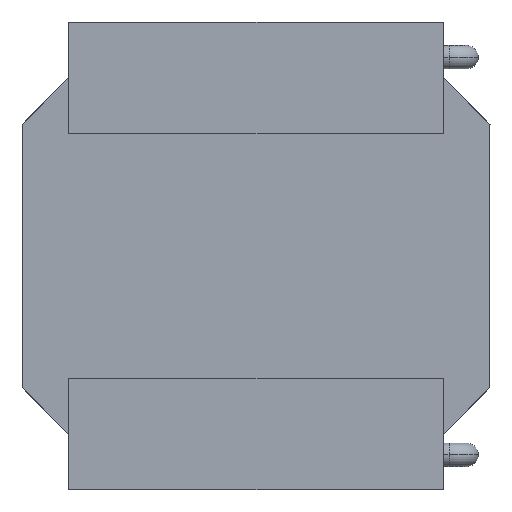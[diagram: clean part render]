
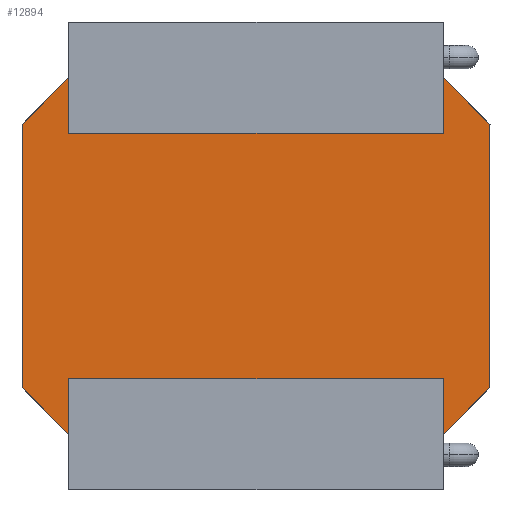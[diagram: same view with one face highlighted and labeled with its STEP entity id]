
A CAD part, front view. The second image highlights one B-rep face of the part: STEP entity #12894.
In plain terms, the highlighted planar face has unit normal (0, -1, 0).
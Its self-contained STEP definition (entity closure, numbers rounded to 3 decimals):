
#117 = VERTEX_POINT ( 'NONE', #13665 ) ;
#134 = EDGE_CURVE ( 'NONE', #3708, #9567, #8248, .T. ) ;
#387 = VECTOR ( 'NONE', #3584, 1000. ) ;
#518 = EDGE_CURVE ( 'NONE', #3708, #117, #3930, .T. ) ;
#630 = VECTOR ( 'NONE', #14289, 1000. ) ;
#673 = EDGE_CURVE ( 'NONE', #5098, #117, #13301, .T. ) ;
#1054 = VECTOR ( 'NONE', #3711, 1000. ) ;
#1269 = DIRECTION ( 'NONE',  ( 0.707, 0., 0.707 ) ) ;
#1486 = LINE ( 'NONE', #11197, #7813 ) ;
#1541 = CARTESIAN_POINT ( 'NONE',  ( -1.6, -1.7, 1.05 ) ) ;
#1607 = ORIENTED_EDGE ( 'NONE', *, *, #8386, .T. ) ;
#1885 = CARTESIAN_POINT ( 'NONE',  ( 2., -1.7, 1.125 ) ) ;
#1898 = VECTOR ( 'NONE', #14240, 1000. ) ;
#2236 = ORIENTED_EDGE ( 'NONE', *, *, #673, .F. ) ;
#2251 = CARTESIAN_POINT ( 'NONE',  ( -2., -1.7, 1.125 ) ) ;
#2512 = CARTESIAN_POINT ( 'NONE',  ( -1.6, -1.7, 0. ) ) ;
#2773 = LINE ( 'NONE', #1541, #7032 ) ;
#3005 = VECTOR ( 'NONE', #10215, 1000. ) ;
#3028 = DIRECTION ( 'NONE',  ( 0., 0., -1. ) ) ;
#3205 = CARTESIAN_POINT ( 'NONE',  ( -1.25, -1.7, -1.875 ) ) ;
#3213 = ORIENTED_EDGE ( 'NONE', *, *, #3597, .T. ) ;
#3223 = CARTESIAN_POINT ( 'NONE',  ( -1.6, -1.7, -2. ) ) ;
#3269 = ORIENTED_EDGE ( 'NONE', *, *, #12590, .F. ) ;
#3374 = LINE ( 'NONE', #12546, #12542 ) ;
#3582 = FACE_OUTER_BOUND ( 'NONE', #10025, .T. ) ;
#3584 = DIRECTION ( 'NONE',  ( 0.707, 0., -0.707 ) ) ;
#3597 = EDGE_CURVE ( 'NONE', #7611, #13266, #1486, .T. ) ;
#3708 = VERTEX_POINT ( 'NONE', #7902 ) ;
#3711 = DIRECTION ( 'NONE',  ( 0., 0., 1. ) ) ;
#3727 = LINE ( 'NONE', #13088, #12881 ) ;
#3930 = LINE ( 'NONE', #3205, #387 ) ;
#3943 = CARTESIAN_POINT ( 'NONE',  ( 2., -1.7, -1.125 ) ) ;
#3998 = DIRECTION ( 'NONE',  ( 0., 0., -1. ) ) ;
#4180 = CARTESIAN_POINT ( 'NONE',  ( 1.6, -1.7, -1.05 ) ) ;
#4615 = VECTOR ( 'NONE', #1269, 1000. ) ;
#5098 = VERTEX_POINT ( 'NONE', #14823 ) ;
#5755 = ORIENTED_EDGE ( 'NONE', *, *, #7869, .T. ) ;
#5885 = CARTESIAN_POINT ( 'NONE',  ( 1.6, -1.7, 2. ) ) ;
#5905 = LINE ( 'NONE', #9875, #11941 ) ;
#6571 = DIRECTION ( 'NONE',  ( -1., 0., 0. ) ) ;
#6648 = ORIENTED_EDGE ( 'NONE', *, *, #9826, .T. ) ;
#6950 = AXIS2_PLACEMENT_3D ( 'NONE', #6963, #15355, #8190 ) ;
#6957 = EDGE_CURVE ( 'NONE', #13266, #11494, #8161, .T. ) ;
#6963 = CARTESIAN_POINT ( 'NONE',  ( 0., -1.7, 0. ) ) ;
#7032 = VECTOR ( 'NONE', #8427, 1000. ) ;
#7287 = VECTOR ( 'NONE', #3028, 1000. ) ;
#7352 = CARTESIAN_POINT ( 'NONE',  ( -1.6, -1.7, 1.05 ) ) ;
#7415 = VERTEX_POINT ( 'NONE', #14900 ) ;
#7611 = VERTEX_POINT ( 'NONE', #4180 ) ;
#7680 = VERTEX_POINT ( 'NONE', #15148 ) ;
#7813 = VECTOR ( 'NONE', #3998, 1000. ) ;
#7869 = EDGE_CURVE ( 'NONE', #13972, #9567, #3727, .T. ) ;
#7902 = CARTESIAN_POINT ( 'NONE',  ( -2., -1.7, -1.125 ) ) ;
#8130 = PLANE ( 'NONE',  #6950 ) ;
#8161 = LINE ( 'NONE', #13186, #4615 ) ;
#8190 = DIRECTION ( 'NONE',  ( 0., 0., 1. ) ) ;
#8248 = LINE ( 'NONE', #9087, #1898 ) ;
#8329 = EDGE_CURVE ( 'NONE', #12461, #7680, #2773, .T. ) ;
#8386 = EDGE_CURVE ( 'NONE', #9293, #7415, #5905, .T. ) ;
#8427 = DIRECTION ( 'NONE',  ( 1., 0., 0. ) ) ;
#8520 = ORIENTED_EDGE ( 'NONE', *, *, #8329, .F. ) ;
#8587 = DIRECTION ( 'NONE',  ( -0.707, 0., -0.707 ) ) ;
#9025 = CARTESIAN_POINT ( 'NONE',  ( 2., -1.7, -1.875 ) ) ;
#9087 = CARTESIAN_POINT ( 'NONE',  ( -2., -1.7, -1.875 ) ) ;
#9224 = CARTESIAN_POINT ( 'NONE',  ( 1.6, -1.7, -1.525 ) ) ;
#9293 = VERTEX_POINT ( 'NONE', #1885 ) ;
#9351 = LINE ( 'NONE', #9025, #3005 ) ;
#9567 = VERTEX_POINT ( 'NONE', #2251 ) ;
#9698 = ORIENTED_EDGE ( 'NONE', *, *, #6957, .T. ) ;
#9803 = LINE ( 'NONE', #5885, #630 ) ;
#9826 = EDGE_CURVE ( 'NONE', #12461, #13972, #10600, .T. ) ;
#9875 = CARTESIAN_POINT ( 'NONE',  ( 1.25, -1.7, 1.875 ) ) ;
#10025 = EDGE_LOOP ( 'NONE', ( #13344, #2236, #3269, #3213, #9698, #10991, #1607, #10331, #8520, #6648, #5755, #10212 ) ) ;
#10212 = ORIENTED_EDGE ( 'NONE', *, *, #134, .F. ) ;
#10215 = DIRECTION ( 'NONE',  ( 0., 0., -1. ) ) ;
#10331 = ORIENTED_EDGE ( 'NONE', *, *, #10362, .F. ) ;
#10362 = EDGE_CURVE ( 'NONE', #7680, #7415, #9803, .T. ) ;
#10600 = LINE ( 'NONE', #2512, #1054 ) ;
#10991 = ORIENTED_EDGE ( 'NONE', *, *, #12598, .F. ) ;
#11197 = CARTESIAN_POINT ( 'NONE',  ( 1.6, -1.7, 0. ) ) ;
#11494 = VERTEX_POINT ( 'NONE', #3943 ) ;
#11941 = VECTOR ( 'NONE', #13510, 1000. ) ;
#12444 = CARTESIAN_POINT ( 'NONE',  ( -1.6, -1.7, 1.525 ) ) ;
#12461 = VERTEX_POINT ( 'NONE', #7352 ) ;
#12542 = VECTOR ( 'NONE', #6571, 1000. ) ;
#12546 = CARTESIAN_POINT ( 'NONE',  ( -1.6, -1.7, -1.05 ) ) ;
#12590 = EDGE_CURVE ( 'NONE', #7611, #5098, #3374, .T. ) ;
#12598 = EDGE_CURVE ( 'NONE', #9293, #11494, #9351, .T. ) ;
#12881 = VECTOR ( 'NONE', #8587, 1000. ) ;
#12894 = ADVANCED_FACE ( 'NONE', ( #3582 ), #8130, .F. ) ;
#13088 = CARTESIAN_POINT ( 'NONE',  ( -2., -1.7, 1.125 ) ) ;
#13186 = CARTESIAN_POINT ( 'NONE',  ( 2., -1.7, -1.125 ) ) ;
#13266 = VERTEX_POINT ( 'NONE', #9224 ) ;
#13301 = LINE ( 'NONE', #3223, #7287 ) ;
#13344 = ORIENTED_EDGE ( 'NONE', *, *, #518, .T. ) ;
#13510 = DIRECTION ( 'NONE',  ( -0.707, 0., 0.707 ) ) ;
#13665 = CARTESIAN_POINT ( 'NONE',  ( -1.6, -1.7, -1.525 ) ) ;
#13972 = VERTEX_POINT ( 'NONE', #12444 ) ;
#14240 = DIRECTION ( 'NONE',  ( 0., 0., 1. ) ) ;
#14289 = DIRECTION ( 'NONE',  ( 0., 0., 1. ) ) ;
#14823 = CARTESIAN_POINT ( 'NONE',  ( -1.6, -1.7, -1.05 ) ) ;
#14900 = CARTESIAN_POINT ( 'NONE',  ( 1.6, -1.7, 1.525 ) ) ;
#15148 = CARTESIAN_POINT ( 'NONE',  ( 1.6, -1.7, 1.05 ) ) ;
#15355 = DIRECTION ( 'NONE',  ( 0., 1., 0. ) ) ;
